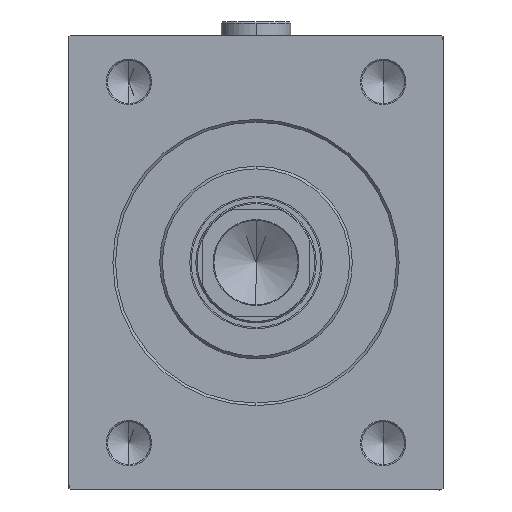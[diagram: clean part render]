
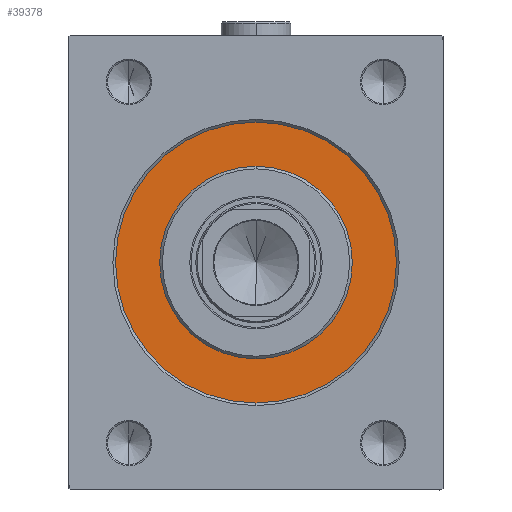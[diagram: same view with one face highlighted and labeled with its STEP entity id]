
A CAD part, left-side view. The second image highlights one B-rep face of the part: STEP entity #39378.
In plain terms, the highlighted face is planar.
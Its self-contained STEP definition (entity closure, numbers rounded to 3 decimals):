
#872 = EDGE_CURVE ( 'NONE', #17303, #5804, #33240, .T. ) ;
#2432 = EDGE_CURVE ( 'NONE', #43249, #2928, #38576, .T. ) ;
#2928 = VERTEX_POINT ( 'NONE', #11132 ) ;
#5804 = VERTEX_POINT ( 'NONE', #32866 ) ;
#6947 = DIRECTION ( 'NONE',  ( 1., 0., 0. ) ) ;
#9898 = DIRECTION ( 'NONE',  ( -1., 0., 0. ) ) ;
#10975 = CARTESIAN_POINT ( 'NONE',  ( 0., 0., 0. ) ) ;
#11132 = CARTESIAN_POINT ( 'NONE',  ( 0., 0., -52.5 ) ) ;
#11241 = DIRECTION ( 'NONE',  ( 0., 0., 1. ) ) ;
#12679 = CARTESIAN_POINT ( 'NONE',  ( 0., 0., 0. ) ) ;
#13375 = CIRCLE ( 'NONE', #36234, 36. ) ;
#14670 = DIRECTION ( 'NONE',  ( 0., 0., 1. ) ) ;
#15378 = AXIS2_PLACEMENT_3D ( 'NONE', #10975, #25080, #14670 ) ;
#16793 = ORIENTED_EDGE ( 'NONE', *, *, #24016, .F. ) ;
#17303 = VERTEX_POINT ( 'NONE', #18671 ) ;
#17901 = AXIS2_PLACEMENT_3D ( 'NONE', #17954, #32062, #11241 ) ;
#17954 = CARTESIAN_POINT ( 'NONE',  ( 0., 0., 0. ) ) ;
#18671 = CARTESIAN_POINT ( 'NONE',  ( 0., 0., 36. ) ) ;
#23851 = CARTESIAN_POINT ( 'NONE',  ( 0., 0., 0. ) ) ;
#24016 = EDGE_CURVE ( 'NONE', #2928, #43249, #36961, .T. ) ;
#24576 = EDGE_CURVE ( 'NONE', #5804, #17303, #13375, .T. ) ;
#25004 = EDGE_LOOP ( 'NONE', ( #16793, #28951 ) ) ;
#25080 = DIRECTION ( 'NONE',  ( -1., 0., 0. ) ) ;
#25306 = FACE_OUTER_BOUND ( 'NONE', #25004, .T. ) ;
#28951 = ORIENTED_EDGE ( 'NONE', *, *, #2432, .F. ) ;
#30901 = CARTESIAN_POINT ( 'NONE',  ( 0., 0., 0. ) ) ;
#32022 = FACE_BOUND ( 'NONE', #33532, .T. ) ;
#32062 = DIRECTION ( 'NONE',  ( -1., 0., 0. ) ) ;
#32866 = CARTESIAN_POINT ( 'NONE',  ( 0., 0., -36. ) ) ;
#33240 = CIRCLE ( 'NONE', #34735, 36. ) ;
#33532 = EDGE_LOOP ( 'NONE', ( #36382, #36144 ) ) ;
#34735 = AXIS2_PLACEMENT_3D ( 'NONE', #30901, #38062, #41297 ) ;
#34776 = CARTESIAN_POINT ( 'NONE',  ( 0., 0., 52.5 ) ) ;
#36144 = ORIENTED_EDGE ( 'NONE', *, *, #24576, .F. ) ;
#36234 = AXIS2_PLACEMENT_3D ( 'NONE', #23851, #6947, #45315 ) ;
#36382 = ORIENTED_EDGE ( 'NONE', *, *, #872, .F. ) ;
#36961 = CIRCLE ( 'NONE', #42842, 52.5 ) ;
#38062 = DIRECTION ( 'NONE',  ( 1., 0., 0. ) ) ;
#38099 = DIRECTION ( 'NONE',  ( 0., 0., 1. ) ) ;
#38576 = CIRCLE ( 'NONE', #17901, 52.5 ) ;
#39378 = ADVANCED_FACE ( 'NONE', ( #32022, #25306 ), #42636, .F. ) ;
#41297 = DIRECTION ( 'NONE',  ( 0., 0., -1. ) ) ;
#42636 = PLANE ( 'NONE',  #15378 ) ;
#42842 = AXIS2_PLACEMENT_3D ( 'NONE', #12679, #9898, #38099 ) ;
#43249 = VERTEX_POINT ( 'NONE', #34776 ) ;
#45315 = DIRECTION ( 'NONE',  ( 0., 0., -1. ) ) ;
